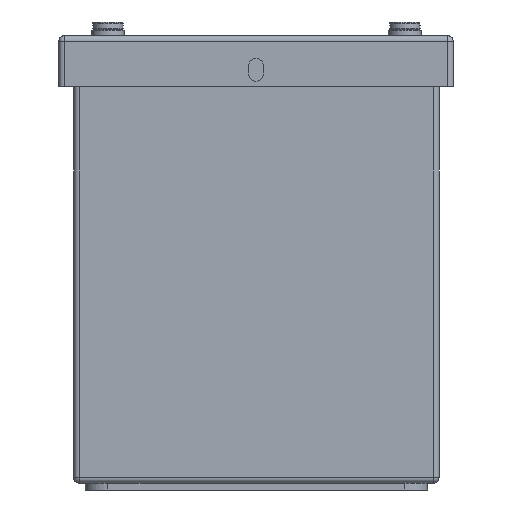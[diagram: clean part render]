
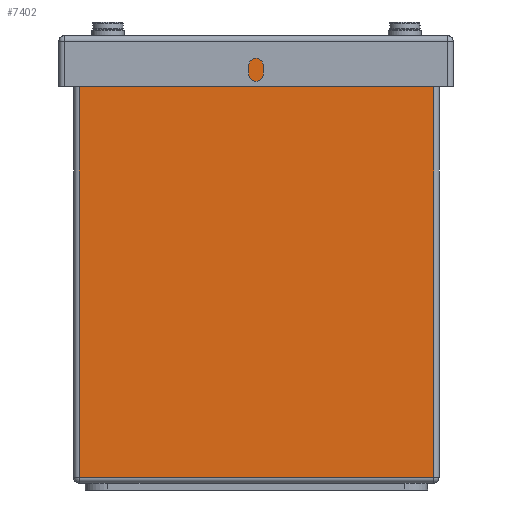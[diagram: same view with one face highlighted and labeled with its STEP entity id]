
A CAD part, left-side view. The second image highlights one B-rep face of the part: STEP entity #7402.
In plain terms, the highlighted planar face has unit normal (-1, 0, 0).
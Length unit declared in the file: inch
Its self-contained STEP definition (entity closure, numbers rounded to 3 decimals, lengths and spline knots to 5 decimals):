
#2283 = LINE ( 'NONE', #17178, #7752 ) ;
#2466 = CARTESIAN_POINT ( 'NONE',  ( 0., 4., 0.06 ) ) ;
#3873 = EDGE_CURVE ( 'NONE', #28818, #12185, #5538, .T. ) ;
#3966 = CARTESIAN_POINT ( 'NONE',  ( 0., 4., 4.75 ) ) ;
#4673 = CARTESIAN_POINT ( 'NONE',  ( 0., 0.06, 4.69 ) ) ;
#5538 = LINE ( 'NONE', #19232, #11353 ) ;
#5646 = EDGE_CURVE ( 'NONE', #6827, #21649, #23065, .T. ) ;
#6827 = VERTEX_POINT ( 'NONE', #9209 ) ;
#7402 = ADVANCED_FACE ( 'NONE', ( #27128 ), #22027, .F. ) ;
#7752 = VECTOR ( 'NONE', #10102, 39.37008 ) ;
#7819 = ORIENTED_EDGE ( 'NONE', *, *, #23642, .T. ) ;
#9209 = CARTESIAN_POINT ( 'NONE',  ( 0., 3.94, 0.06 ) ) ;
#9519 = EDGE_LOOP ( 'NONE', ( #19955, #7819, #27437, #25979 ) ) ;
#9844 = LINE ( 'NONE', #16790, #21971 ) ;
#9919 = DIRECTION ( 'NONE',  ( 0., 1., 0. ) ) ;
#10102 = DIRECTION ( 'NONE',  ( 0., 0., -1. ) ) ;
#11353 = VECTOR ( 'NONE', #9919, 39.37008 ) ;
#12185 = VERTEX_POINT ( 'NONE', #14268 ) ;
#13653 = VECTOR ( 'NONE', #27701, 39.37008 ) ;
#14268 = CARTESIAN_POINT ( 'NONE',  ( 0., 3.94, 4.69 ) ) ;
#14549 = DIRECTION ( 'NONE',  ( 0., 0., 1. ) ) ;
#16790 = CARTESIAN_POINT ( 'NONE',  ( 0., 0.06, 4.75 ) ) ;
#17178 = CARTESIAN_POINT ( 'NONE',  ( 0., 3.94, 4.75 ) ) ;
#19197 = EDGE_CURVE ( 'NONE', #21649, #28818, #9844, .T. ) ;
#19232 = CARTESIAN_POINT ( 'NONE',  ( 0., 4., 4.69 ) ) ;
#19955 = ORIENTED_EDGE ( 'NONE', *, *, #3873, .T. ) ;
#20234 = DIRECTION ( 'NONE',  ( 0., 1., 0. ) ) ;
#21090 = AXIS2_PLACEMENT_3D ( 'NONE', #3966, #22619, #20234 ) ;
#21649 = VERTEX_POINT ( 'NONE', #28083 ) ;
#21971 = VECTOR ( 'NONE', #14549, 39.37008 ) ;
#22027 = PLANE ( 'NONE',  #21090 ) ;
#22619 = DIRECTION ( 'NONE',  ( 1., 0., 0. ) ) ;
#23065 = LINE ( 'NONE', #2466, #13653 ) ;
#23642 = EDGE_CURVE ( 'NONE', #12185, #6827, #2283, .T. ) ;
#25979 = ORIENTED_EDGE ( 'NONE', *, *, #19197, .T. ) ;
#27128 = FACE_OUTER_BOUND ( 'NONE', #9519, .T. ) ;
#27437 = ORIENTED_EDGE ( 'NONE', *, *, #5646, .T. ) ;
#27701 = DIRECTION ( 'NONE',  ( 0., -1., 0. ) ) ;
#28083 = CARTESIAN_POINT ( 'NONE',  ( 0., 0.06, 0.06 ) ) ;
#28818 = VERTEX_POINT ( 'NONE', #4673 ) ;
